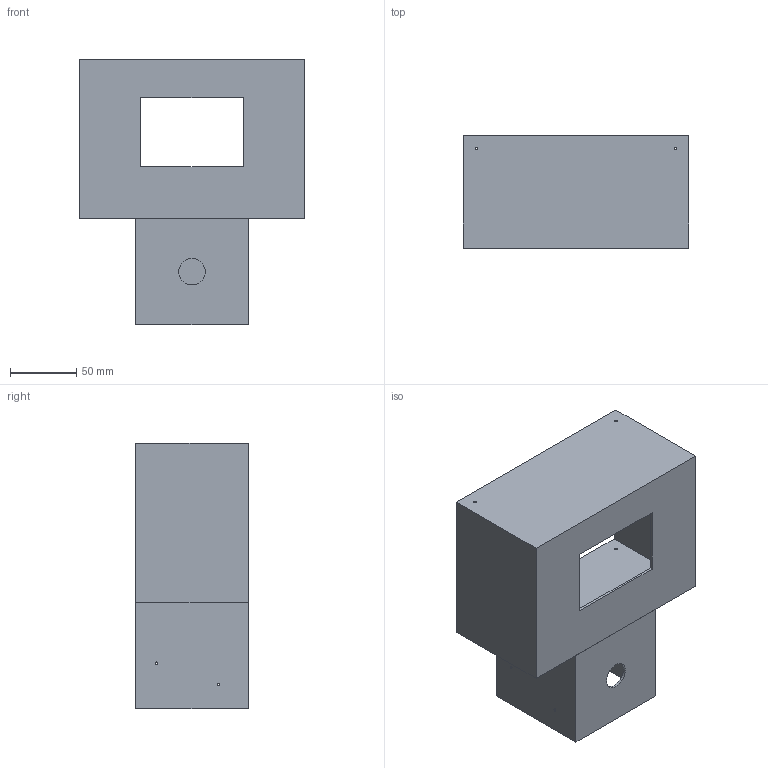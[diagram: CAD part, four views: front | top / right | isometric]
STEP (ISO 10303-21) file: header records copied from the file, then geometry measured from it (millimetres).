
FILE_DESCRIPTION(/* description */ (''),/* implementation_level */ '2;1');
FILE_NAME(/* name */ 'ZigaRetter.step',/* time_stamp */ '2021-12-27T13:54:17+01:00',/* author */ (''),/* organization */ (''),/* preprocessor_version */ 'ST-DEVELOPER v18.1',/* originating_system */ 'Autodesk Translation Framework v10.10.0.1391',/* authorisation */ '');
FILE_SCHEMA (('AUTOMOTIVE_DESIGN { 1 0 10303 214 3 1 1 }'));
Length unit declared in the file: millimetre
Products named in the file (1): ZigaRetter
Bounding box: 170 x 85 x 200 mm (x, y, z)
Volume: 180044.4 mm3; surface area: 183350 mm2
Topology: 2 solids, 2 shells, 36 faces, 93 edges, 62 vertices
Faces by surface type: plane 25, cylinder 11
Full cylindrical faces by diameter (mm): 2 x8, 6 x2, 20 x1
Entity records: 1190 total; most frequent: CARTESIAN_POINT 192, DIRECTION 189, ORIENTED_EDGE 186, EDGE_CURVE 93, LINE 71, VECTOR 71, EDGE_LOOP 63, VERTEX_POINT 62
